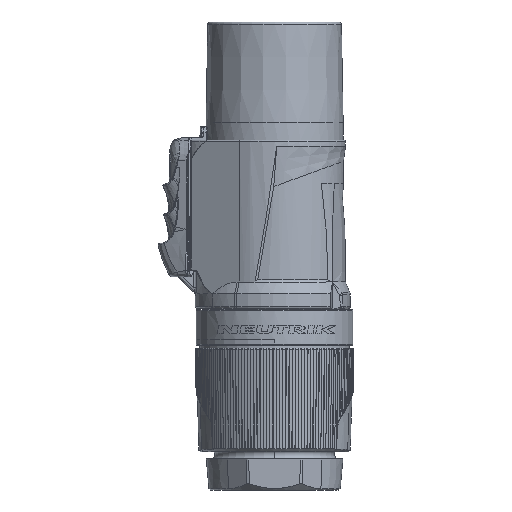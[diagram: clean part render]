
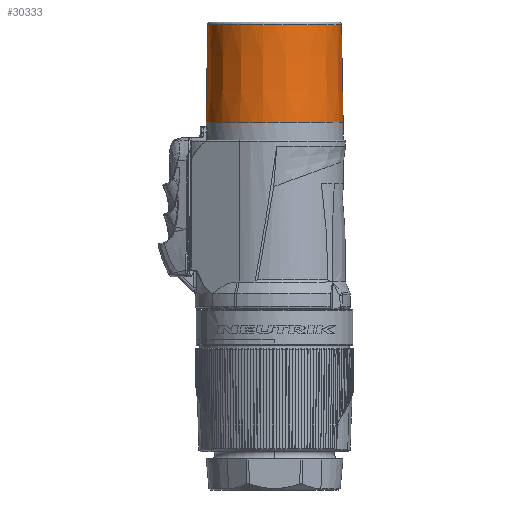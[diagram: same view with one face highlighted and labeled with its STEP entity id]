
A CAD part, left-side view. The second image highlights one B-rep face of the part: STEP entity #30333.
In plain terms, the highlighted conical face has half-angle 1 degrees and reference radius 11.456 mm.
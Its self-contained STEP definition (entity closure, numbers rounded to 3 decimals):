
#1452=CARTESIAN_POINT('',(0.,0.,62.809));
#1453=DIRECTION('',(0.,0.,1.));
#1454=DIRECTION('',(0.,1.,0.));
#1455=AXIS2_PLACEMENT_3D('',#1452,#1453,#1454);
#1457=DIRECTION('',(0.,0.017,1.));
#1458=VECTOR('',#1457,16.511);
#1459=CARTESIAN_POINT('',(0.,-11.6,46.3));
#1460=LINE('',#1459,#1458);
#1461=CARTESIAN_POINT('',(0.,0.,46.3));
#1462=DIRECTION('',(0.,0.,1.));
#1463=DIRECTION('',(0.,1.,0.));
#1464=AXIS2_PLACEMENT_3D('',#1461,#1462,#1463);
#1466=DIRECTION('',(0.,-0.017,1.));
#1467=VECTOR('',#1466,16.511);
#1468=CARTESIAN_POINT('',(0.,11.6,46.3));
#1469=LINE('',#1468,#1467);
#24669=CARTESIAN_POINT('',(0.,11.6,46.3));
#24670=CARTESIAN_POINT('',(0.,-11.6,46.3));
#24671=VERTEX_POINT('',#24669);
#24672=VERTEX_POINT('',#24670);
#24993=CARTESIAN_POINT('',(0.,11.312,62.809));
#24994=CARTESIAN_POINT('',(0.,-11.312,62.809));
#24995=VERTEX_POINT('',#24993);
#24996=VERTEX_POINT('',#24994);
#30321=CARTESIAN_POINT('',(0.,0.,54.554));
#30322=DIRECTION('',(0.,0.,-1.));
#30323=DIRECTION('',(0.,-1.,0.));
#30324=AXIS2_PLACEMENT_3D('',#30321,#30322,#30323);
#30325=CONICAL_SURFACE('',#30324,11.456,1.);
#30326=ORIENTED_EDGE('',*,*,#30286,.T.);
#30327=ORIENTED_EDGE('',*,*,#30316,.F.);
#30329=ORIENTED_EDGE('',*,*,#30328,.F.);
#30330=ORIENTED_EDGE('',*,*,#30312,.T.);
#30331=EDGE_LOOP('',(#30326,#30327,#30329,#30330));
#30332=FACE_OUTER_BOUND('',#30331,.F.);
#1456=CIRCLE('',#1455,11.312);
#1465=CIRCLE('',#1464,11.6);
#30286=EDGE_CURVE('',#24995,#24996,#1456,.T.);
#30312=EDGE_CURVE('',#24671,#24995,#1469,.T.);
#30316=EDGE_CURVE('',#24672,#24996,#1460,.T.);
#30328=EDGE_CURVE('',#24671,#24672,#1465,.T.);
#30333=ADVANCED_FACE('',(#30332),#30325,.T.);
